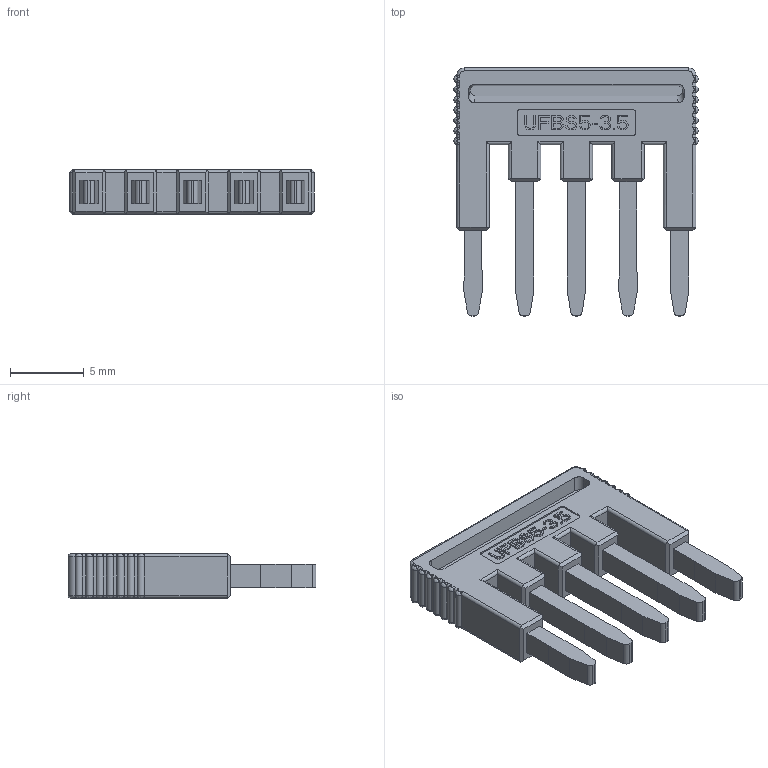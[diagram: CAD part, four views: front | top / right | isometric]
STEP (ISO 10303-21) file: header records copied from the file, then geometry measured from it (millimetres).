
FILE_DESCRIPTION((''),'2;1');
FILE_NAME('5YB510130_1','2022-07-13T',('ASUS'),(''),'PRO/ENGINEER BY PARAMETRIC TECHNOLOGY CORPORATION, 2013230','PRO/ENGINEER BY PARAMETRIC TECHNOLOGY CORPORATION, 2013230','');
FILE_SCHEMA(('CONFIG_CONTROL_DESIGN'));
Length unit declared in the file: millimetre
Products named in the file (1): 5YB510130_1
Bounding box: 16.55 x 16.8 x 3 mm (x, y, z)
Volume: 376.7 mm3; surface area: 873.2 mm2
Topology: 1 solids, 2 shells, 623 faces, 1745 edges, 1090 vertices
Faces by surface type: plane 426, cylinder 109, bspline 84, torus 4
Entity records: 20807 total; most frequent: CARTESIAN_POINT 5291, ORIENTED_EDGE 3378, DIRECTION 3019, EDGE_CURVE 1689, VECTOR 1291, LINE 1291, VERTEX_POINT 1090, AXIS2_PLACEMENT_3D 864
